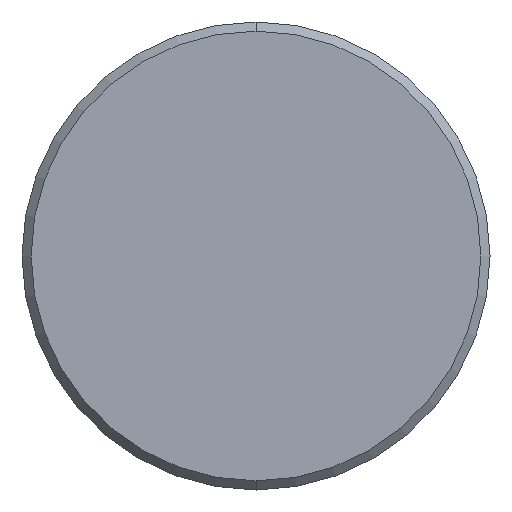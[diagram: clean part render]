
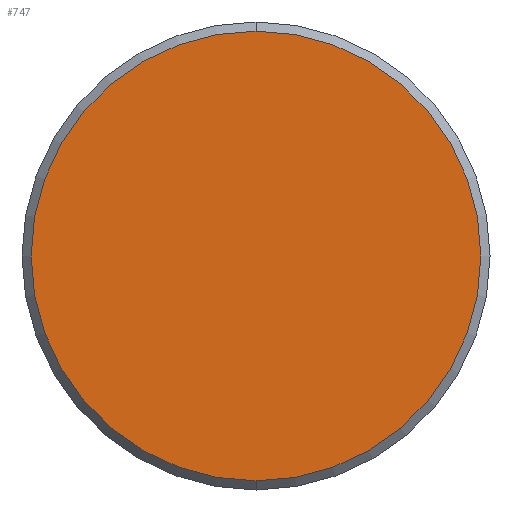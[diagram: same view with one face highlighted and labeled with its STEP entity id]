
A CAD part, front view. The second image highlights one B-rep face of the part: STEP entity #747.
In plain terms, the highlighted planar face has unit normal (0, -1, 0).
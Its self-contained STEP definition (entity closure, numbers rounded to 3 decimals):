
#14 = DIRECTION ( 'NONE',  ( 0., -1., 0. ) ) ;
#22 = CARTESIAN_POINT ( 'NONE',  ( 0., -8.198, -6.223 ) ) ;
#109 = EDGE_CURVE ( 'NONE', #844, #561, #491, .T. ) ;
#142 = ORIENTED_EDGE ( 'NONE', *, *, #109, .T. ) ;
#148 = DIRECTION ( 'NONE',  ( 0., -1., 0. ) ) ;
#159 = CARTESIAN_POINT ( 'NONE',  ( 0., -8.198, 0. ) ) ;
#231 = FACE_OUTER_BOUND ( 'NONE', #705, .T. ) ;
#346 = EDGE_CURVE ( 'NONE', #561, #844, #523, .T. ) ;
#369 = DIRECTION ( 'NONE',  ( 0., -1., 0. ) ) ;
#372 = CARTESIAN_POINT ( 'NONE',  ( 0., -8.198, 6.223 ) ) ;
#446 = AXIS2_PLACEMENT_3D ( 'NONE', #453, #369, #690 ) ;
#453 = CARTESIAN_POINT ( 'NONE',  ( 0., -8.198, 0. ) ) ;
#491 = CIRCLE ( 'NONE', #910, 6.223 ) ;
#509 = ORIENTED_EDGE ( 'NONE', *, *, #346, .T. ) ;
#523 = CIRCLE ( 'NONE', #446, 6.223 ) ;
#542 = PLANE ( 'NONE',  #888 ) ;
#561 = VERTEX_POINT ( 'NONE', #372 ) ;
#645 = DIRECTION ( 'NONE',  ( 0., 0., -1. ) ) ;
#690 = DIRECTION ( 'NONE',  ( 0., 0., -1. ) ) ;
#705 = EDGE_LOOP ( 'NONE', ( #509, #142 ) ) ;
#708 = DIRECTION ( 'NONE',  ( 0., 0., -1. ) ) ;
#747 = ADVANCED_FACE ( 'NONE', ( #231 ), #542, .T. ) ;
#783 = CARTESIAN_POINT ( 'NONE',  ( 0., -8.198, 0. ) ) ;
#844 = VERTEX_POINT ( 'NONE', #22 ) ;
#888 = AXIS2_PLACEMENT_3D ( 'NONE', #159, #148, #708 ) ;
#910 = AXIS2_PLACEMENT_3D ( 'NONE', #783, #14, #645 ) ;
